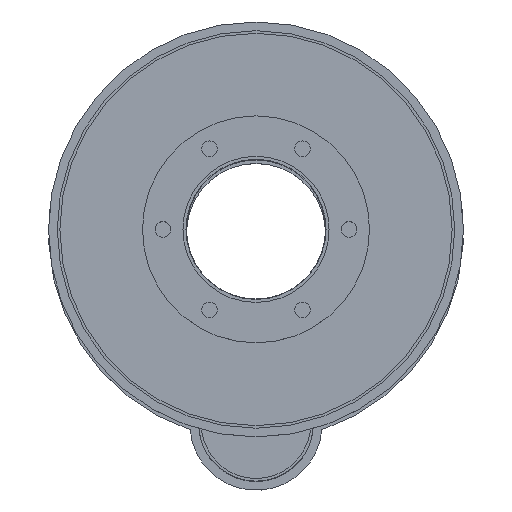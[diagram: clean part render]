
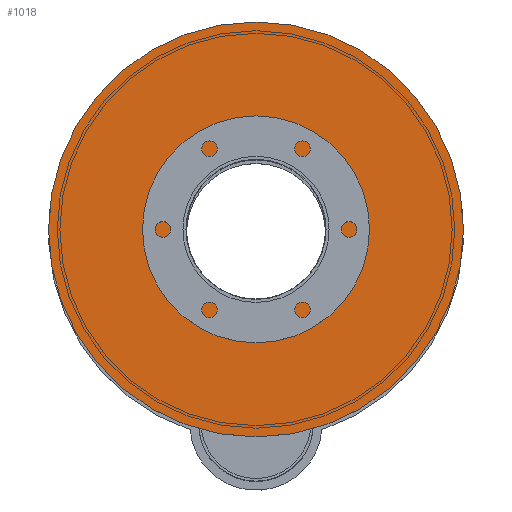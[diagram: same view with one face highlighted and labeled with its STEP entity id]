
A CAD part, top view. The second image highlights one B-rep face of the part: STEP entity #1018.
In plain terms, the highlighted planar face has unit normal (0, 0, 1).
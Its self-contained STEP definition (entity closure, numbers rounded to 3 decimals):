
#140=PLANE('',#1165);
#210=FACE_BOUND('',#415,.T.);
#280=FACE_OUTER_BOUND('',#414,.T.);
#414=EDGE_LOOP('',(#902));
#415=EDGE_LOOP('',(#903));
#494=CIRCLE('',#1160,85.);
#496=CIRCLE('',#1163,238.5);
#586=VERTEX_POINT('',#1741);
#588=VERTEX_POINT('',#1746);
#694=EDGE_CURVE('',#586,#586,#494,.T.);
#696=EDGE_CURVE('',#588,#588,#496,.T.);
#902=ORIENTED_EDGE('',*,*,#696,.F.);
#903=ORIENTED_EDGE('',*,*,#694,.T.);
#1018=ADVANCED_FACE('',(#280,#210),#140,.F.);
#1160=AXIS2_PLACEMENT_3D('',#1742,#1459,#1460);
#1163=AXIS2_PLACEMENT_3D('',#1747,#1465,#1466);
#1165=AXIS2_PLACEMENT_3D('',#1750,#1469,#1470);
#1459=DIRECTION('center_axis',(0.,0.,-1.));
#1460=DIRECTION('ref_axis',(-1.,0.,0.));
#1465=DIRECTION('center_axis',(0.,0.,-1.));
#1466=DIRECTION('ref_axis',(-1.,0.,0.));
#1469=DIRECTION('center_axis',(0.,0.,-1.));
#1470=DIRECTION('ref_axis',(-1.,0.,0.));
#1741=CARTESIAN_POINT('',(85.,0.,2405.));
#1742=CARTESIAN_POINT('Origin',(0.,0.,2405.));
#1746=CARTESIAN_POINT('',(238.5,0.,2405.));
#1747=CARTESIAN_POINT('Origin',(0.,0.,2405.));
#1750=CARTESIAN_POINT('Origin',(0.,0.,2405.));
